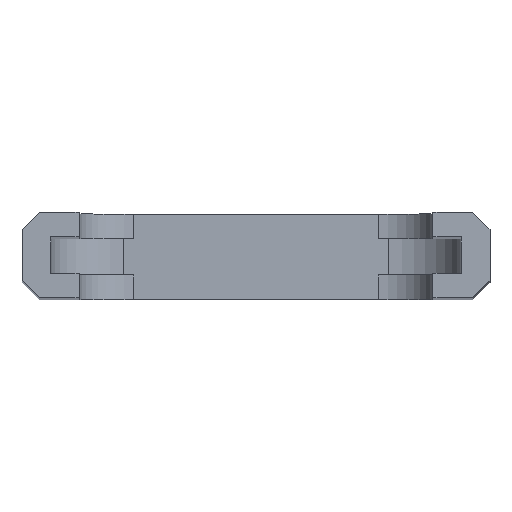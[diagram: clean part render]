
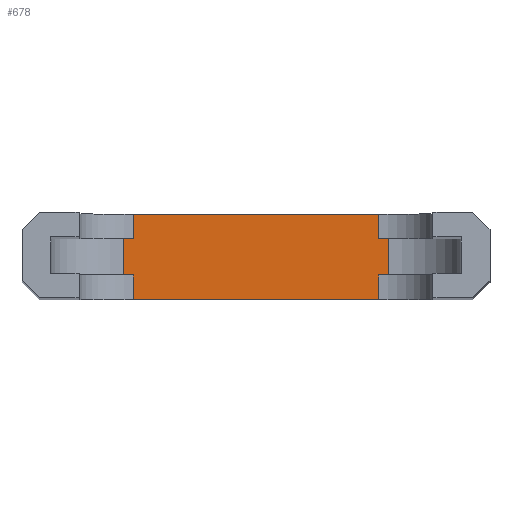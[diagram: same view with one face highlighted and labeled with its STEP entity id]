
A CAD part, top view. The second image highlights one B-rep face of the part: STEP entity #678.
In plain terms, the highlighted planar face has unit normal (0, 0, 1).
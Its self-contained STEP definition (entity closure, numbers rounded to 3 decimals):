
#42=LINE('',#1013,#116);
#43=LINE('',#1016,#117);
#44=LINE('',#1018,#118);
#45=LINE('',#1020,#119);
#46=LINE('',#1022,#120);
#47=LINE('',#1024,#121);
#48=LINE('',#1026,#122);
#49=LINE('',#1028,#123);
#50=LINE('',#1030,#124);
#51=LINE('',#1032,#125);
#52=LINE('',#1034,#126);
#53=LINE('',#1036,#127);
#116=VECTOR('',#809,1000.);
#117=VECTOR('',#810,1000.);
#118=VECTOR('',#811,1000.);
#119=VECTOR('',#812,1000.);
#120=VECTOR('',#813,1000.);
#121=VECTOR('',#814,1000.);
#122=VECTOR('',#815,1000.);
#123=VECTOR('',#816,1000.);
#124=VECTOR('',#817,1000.);
#125=VECTOR('',#818,1000.);
#126=VECTOR('',#819,1000.);
#127=VECTOR('',#820,1000.);
#192=ORIENTED_EDGE('',*,*,#388,.F.);
#193=ORIENTED_EDGE('',*,*,#389,.T.);
#194=ORIENTED_EDGE('',*,*,#390,.F.);
#195=ORIENTED_EDGE('',*,*,#391,.T.);
#196=ORIENTED_EDGE('',*,*,#392,.F.);
#197=ORIENTED_EDGE('',*,*,#393,.T.);
#198=ORIENTED_EDGE('',*,*,#394,.T.);
#199=ORIENTED_EDGE('',*,*,#395,.T.);
#200=ORIENTED_EDGE('',*,*,#396,.T.);
#201=ORIENTED_EDGE('',*,*,#397,.T.);
#202=ORIENTED_EDGE('',*,*,#398,.T.);
#203=ORIENTED_EDGE('',*,*,#399,.T.);
#388=EDGE_CURVE('',#486,#487,#42,.T.);
#389=EDGE_CURVE('',#486,#488,#43,.F.);
#390=EDGE_CURVE('',#489,#488,#44,.T.);
#391=EDGE_CURVE('',#489,#490,#45,.T.);
#392=EDGE_CURVE('',#491,#490,#46,.T.);
#393=EDGE_CURVE('',#491,#492,#47,.F.);
#394=EDGE_CURVE('',#492,#493,#48,.T.);
#395=EDGE_CURVE('',#493,#494,#49,.T.);
#396=EDGE_CURVE('',#494,#495,#50,.T.);
#397=EDGE_CURVE('',#495,#496,#51,.F.);
#398=EDGE_CURVE('',#496,#497,#52,.T.);
#399=EDGE_CURVE('',#497,#487,#53,.T.);
#486=VERTEX_POINT('',#1014);
#487=VERTEX_POINT('',#1015);
#488=VERTEX_POINT('',#1017);
#489=VERTEX_POINT('',#1019);
#490=VERTEX_POINT('',#1021);
#491=VERTEX_POINT('',#1023);
#492=VERTEX_POINT('',#1025);
#493=VERTEX_POINT('',#1027);
#494=VERTEX_POINT('',#1029);
#495=VERTEX_POINT('',#1031);
#496=VERTEX_POINT('',#1033);
#497=VERTEX_POINT('',#1035);
#568=EDGE_LOOP('',(#192,#193,#194,#195,#196,#197,#198,#199,#200,#201,#202,
#203));
#612=FACE_BOUND('',#568,.T.);
#654=PLANE('',#731);
#678=ADVANCED_FACE('',(#612),#654,.F.);
#731=AXIS2_PLACEMENT_3D('',#1012,#807,#808);
#807=DIRECTION('',(0.,0.,-1.));
#808=DIRECTION('',(-1.,0.,0.));
#809=DIRECTION('',(1.,0.,0.));
#810=DIRECTION('',(0.,1.,0.));
#811=DIRECTION('',(-1.,0.,0.));
#812=DIRECTION('',(0.,-1.,0.));
#813=DIRECTION('',(-1.,0.,0.));
#814=DIRECTION('',(0.,-1.,0.));
#815=DIRECTION('',(1.,0.,0.));
#816=DIRECTION('',(0.,1.,0.));
#817=DIRECTION('',(-1.,0.,0.));
#818=DIRECTION('',(0.,-1.,0.));
#819=DIRECTION('',(-1.,0.,0.));
#820=DIRECTION('',(0.,-1.,0.));
#1012=CARTESIAN_POINT('',(-31.,185.591,-79.5));
#1013=CARTESIAN_POINT('',(-31.,3.175,-79.5));
#1014=CARTESIAN_POINT('',(-23.3,3.175,-79.5));
#1015=CARTESIAN_POINT('',(-21.48,3.175,-79.5));
#1016=CARTESIAN_POINT('',(-23.3,-3.175,-79.5));
#1017=CARTESIAN_POINT('',(-23.3,-3.175,-79.5));
#1018=CARTESIAN_POINT('',(-36.,-3.175,-79.5));
#1019=CARTESIAN_POINT('',(-21.48,-3.175,-79.5));
#1020=CARTESIAN_POINT('',(-21.48,-7.5,-79.5));
#1021=CARTESIAN_POINT('',(-21.48,-7.5,-79.5));
#1022=CARTESIAN_POINT('',(170.531,-7.5,-79.5));
#1023=CARTESIAN_POINT('',(21.48,-7.5,-79.5));
#1024=CARTESIAN_POINT('',(21.48,-3.175,-79.5));
#1025=CARTESIAN_POINT('',(21.48,-3.175,-79.5));
#1026=CARTESIAN_POINT('',(36.,-3.175,-79.5));
#1027=CARTESIAN_POINT('',(23.3,-3.175,-79.5));
#1028=CARTESIAN_POINT('',(23.3,185.591,-79.5));
#1029=CARTESIAN_POINT('',(23.3,3.175,-79.5));
#1030=CARTESIAN_POINT('',(31.,3.175,-79.5));
#1031=CARTESIAN_POINT('',(21.48,3.175,-79.5));
#1032=CARTESIAN_POINT('',(21.48,7.5,-79.5));
#1033=CARTESIAN_POINT('',(21.48,7.5,-79.5));
#1034=CARTESIAN_POINT('',(176.341,7.5,-79.5));
#1035=CARTESIAN_POINT('',(-21.48,7.5,-79.5));
#1036=CARTESIAN_POINT('',(-21.48,3.175,-79.5));
